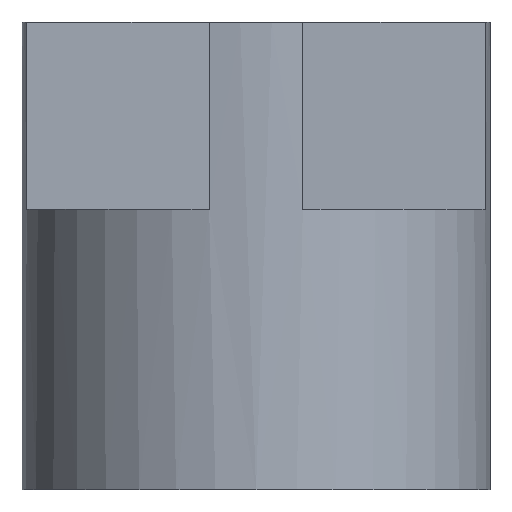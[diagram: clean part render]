
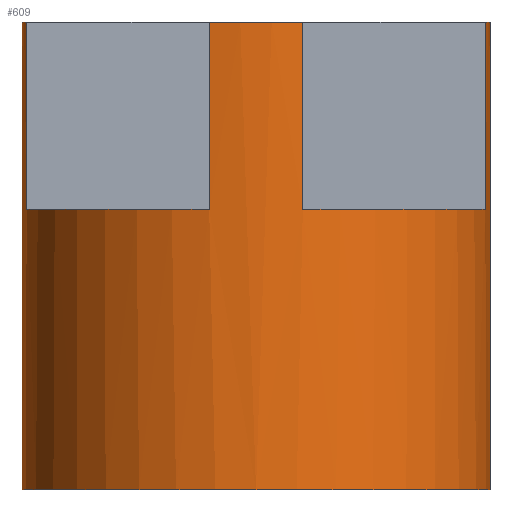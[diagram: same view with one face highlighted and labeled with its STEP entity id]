
A CAD part, front view. The second image highlights one B-rep face of the part: STEP entity #609.
In plain terms, the highlighted cylindrical face has radius 6.35 mm (diameter 12.7 mm), a partial arc.
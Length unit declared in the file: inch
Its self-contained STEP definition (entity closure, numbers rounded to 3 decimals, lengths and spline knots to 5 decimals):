
#7 = EDGE_CURVE ( 'NONE', #76, #451, #621, .T. ) ;
#8 = DIRECTION ( 'NONE',  ( 0., 0., 1. ) ) ;
#11 = ORIENTED_EDGE ( 'NONE', *, *, #7, .F. ) ;
#14 = EDGE_CURVE ( 'NONE', #253, #354, #280, .T. ) ;
#18 = CARTESIAN_POINT ( 'NONE',  ( 0.25, 0., 0. ) ) ;
#21 = EDGE_CURVE ( 'NONE', #160, #354, #281, .T. ) ;
#22 = CARTESIAN_POINT ( 'NONE',  ( 0., 0., 0.3 ) ) ;
#33 = DIRECTION ( 'NONE',  ( 0., 0., -1. ) ) ;
#44 = EDGE_CURVE ( 'NONE', #451, #115, #469, .T. ) ;
#45 = CARTESIAN_POINT ( 'NONE',  ( -0.24495, -0.05, 0.3 ) ) ;
#46 = VERTEX_POINT ( 'NONE', #178 ) ;
#47 = DIRECTION ( 'NONE',  ( 1., 0., 0. ) ) ;
#67 = EDGE_CURVE ( 'NONE', #46, #506, #416, .T. ) ;
#68 = ORIENTED_EDGE ( 'NONE', *, *, #272, .F. ) ;
#69 = AXIS2_PLACEMENT_3D ( 'NONE', #385, #8, #47 ) ;
#75 = ORIENTED_EDGE ( 'NONE', *, *, #21, .T. ) ;
#76 = VERTEX_POINT ( 'NONE', #134 ) ;
#82 = AXIS2_PLACEMENT_3D ( 'NONE', #254, #217, #108 ) ;
#93 = CARTESIAN_POINT ( 'NONE',  ( 0., 0., 0.3 ) ) ;
#108 = DIRECTION ( 'NONE',  ( 1., 0., 0. ) ) ;
#109 = ORIENTED_EDGE ( 'NONE', *, *, #309, .T. ) ;
#110 = AXIS2_PLACEMENT_3D ( 'NONE', #22, #457, #461 ) ;
#115 = VERTEX_POINT ( 'NONE', #45 ) ;
#119 = VECTOR ( 'NONE', #159, 39.37008 ) ;
#131 = CARTESIAN_POINT ( 'NONE',  ( 0.05, -0.24495, 0.5 ) ) ;
#133 = CARTESIAN_POINT ( 'NONE',  ( -0.24495, -0.05, 0.5 ) ) ;
#134 = CARTESIAN_POINT ( 'NONE',  ( -0.25, 0., 0.5 ) ) ;
#149 = CARTESIAN_POINT ( 'NONE',  ( -0.25, 0., 0. ) ) ;
#153 = LINE ( 'NONE', #437, #262 ) ;
#159 = DIRECTION ( 'NONE',  ( 0., 0., -1. ) ) ;
#160 = VERTEX_POINT ( 'NONE', #149 ) ;
#171 = CIRCLE ( 'NONE', #69, 0.25 ) ;
#178 = CARTESIAN_POINT ( 'NONE',  ( 0.05, -0.24495, 0.5 ) ) ;
#179 = ORIENTED_EDGE ( 'NONE', *, *, #214, .F. ) ;
#187 = DIRECTION ( 'NONE',  ( 1., 0., 0. ) ) ;
#190 = AXIS2_PLACEMENT_3D ( 'NONE', #93, #481, #239 ) ;
#196 = CIRCLE ( 'NONE', #82, 0.25 ) ;
#198 = CYLINDRICAL_SURFACE ( 'NONE', #190, 0.25 ) ;
#199 = CARTESIAN_POINT ( 'NONE',  ( 0., 0., 0.5 ) ) ;
#204 = CARTESIAN_POINT ( 'NONE',  ( 0.25, 0., 0.5 ) ) ;
#206 = VECTOR ( 'NONE', #321, 39.37008 ) ;
#214 = EDGE_CURVE ( 'NONE', #508, #253, #418, .T. ) ;
#217 = DIRECTION ( 'NONE',  ( 0., 0., 1. ) ) ;
#226 = CIRCLE ( 'NONE', #110, 0.25 ) ;
#228 = DIRECTION ( 'NONE',  ( 0., 0., 1. ) ) ;
#234 = VERTEX_POINT ( 'NONE', #296 ) ;
#235 = CARTESIAN_POINT ( 'NONE',  ( 0.05, -0.24495, 0.3 ) ) ;
#238 = ORIENTED_EDGE ( 'NONE', *, *, #67, .F. ) ;
#239 = DIRECTION ( 'NONE',  ( -1., 0., 0. ) ) ;
#245 = ORIENTED_EDGE ( 'NONE', *, *, #431, .T. ) ;
#248 = AXIS2_PLACEMENT_3D ( 'NONE', #525, #477, #566 ) ;
#250 = EDGE_CURVE ( 'NONE', #115, #261, #171, .T. ) ;
#253 = VERTEX_POINT ( 'NONE', #204 ) ;
#254 = CARTESIAN_POINT ( 'NONE',  ( 0., 0., 0.5 ) ) ;
#256 = EDGE_CURVE ( 'NONE', #508, #529, #153, .T. ) ;
#261 = VERTEX_POINT ( 'NONE', #356 ) ;
#262 = VECTOR ( 'NONE', #489, 39.37008 ) ;
#271 = CARTESIAN_POINT ( 'NONE',  ( 0.24495, -0.05, 0.5 ) ) ;
#272 = EDGE_CURVE ( 'NONE', #506, #529, #226, .T. ) ;
#280 = LINE ( 'NONE', #374, #407 ) ;
#281 = CIRCLE ( 'NONE', #248, 0.25 ) ;
#289 = DIRECTION ( 'NONE',  ( 0., 0., 1. ) ) ;
#296 = CARTESIAN_POINT ( 'NONE',  ( -0.05, -0.24495, 0.5 ) ) ;
#302 = CARTESIAN_POINT ( 'NONE',  ( 0., 0., 0.5 ) ) ;
#305 = ORIENTED_EDGE ( 'NONE', *, *, #14, .F. ) ;
#308 = ORIENTED_EDGE ( 'NONE', *, *, #256, .T. ) ;
#309 = EDGE_CURVE ( 'NONE', #76, #160, #593, .T. ) ;
#316 = CARTESIAN_POINT ( 'NONE',  ( 0.24495, -0.05, 0.3 ) ) ;
#321 = DIRECTION ( 'NONE',  ( 0., 0., -1. ) ) ;
#325 = DIRECTION ( 'NONE',  ( 0., 0., -1. ) ) ;
#339 = EDGE_LOOP ( 'NONE', ( #305, #179, #308, #68, #238, #433, #245, #466, #400, #11, #109, #75 ) ) ;
#344 = DIRECTION ( 'NONE',  ( 1., 0., 0. ) ) ;
#354 = VERTEX_POINT ( 'NONE', #18 ) ;
#356 = CARTESIAN_POINT ( 'NONE',  ( -0.05, -0.24495, 0.3 ) ) ;
#362 = CARTESIAN_POINT ( 'NONE',  ( -0.25, 0., 0.3 ) ) ;
#372 = EDGE_CURVE ( 'NONE', #234, #46, #196, .T. ) ;
#374 = CARTESIAN_POINT ( 'NONE',  ( 0.25, 0., 0.3 ) ) ;
#376 = AXIS2_PLACEMENT_3D ( 'NONE', #302, #228, #187 ) ;
#385 = CARTESIAN_POINT ( 'NONE',  ( 0., 0., 0.3 ) ) ;
#400 = ORIENTED_EDGE ( 'NONE', *, *, #44, .F. ) ;
#407 = VECTOR ( 'NONE', #518, 39.37008 ) ;
#416 = LINE ( 'NONE', #131, #206 ) ;
#418 = CIRCLE ( 'NONE', #450, 0.25 ) ;
#427 = CARTESIAN_POINT ( 'NONE',  ( -0.24495, -0.05, 0.5 ) ) ;
#431 = EDGE_CURVE ( 'NONE', #234, #261, #524, .T. ) ;
#433 = ORIENTED_EDGE ( 'NONE', *, *, #372, .F. ) ;
#437 = CARTESIAN_POINT ( 'NONE',  ( 0.24495, -0.05, 0.5 ) ) ;
#440 = VECTOR ( 'NONE', #325, 39.37008 ) ;
#450 = AXIS2_PLACEMENT_3D ( 'NONE', #199, #289, #344 ) ;
#451 = VERTEX_POINT ( 'NONE', #133 ) ;
#457 = DIRECTION ( 'NONE',  ( 0., 0., 1. ) ) ;
#461 = DIRECTION ( 'NONE',  ( 1., 0., 0. ) ) ;
#466 = ORIENTED_EDGE ( 'NONE', *, *, #250, .F. ) ;
#469 = LINE ( 'NONE', #427, #590 ) ;
#477 = DIRECTION ( 'NONE',  ( 0., 0., 1. ) ) ;
#481 = DIRECTION ( 'NONE',  ( 0., 0., -1. ) ) ;
#489 = DIRECTION ( 'NONE',  ( 0., 0., -1. ) ) ;
#506 = VERTEX_POINT ( 'NONE', #235 ) ;
#508 = VERTEX_POINT ( 'NONE', #271 ) ;
#518 = DIRECTION ( 'NONE',  ( 0., 0., -1. ) ) ;
#524 = LINE ( 'NONE', #563, #440 ) ;
#525 = CARTESIAN_POINT ( 'NONE',  ( 0., 0., 0. ) ) ;
#529 = VERTEX_POINT ( 'NONE', #316 ) ;
#563 = CARTESIAN_POINT ( 'NONE',  ( -0.05, -0.24495, 0.5 ) ) ;
#566 = DIRECTION ( 'NONE',  ( 1., 0., 0. ) ) ;
#590 = VECTOR ( 'NONE', #33, 39.37008 ) ;
#593 = LINE ( 'NONE', #362, #119 ) ;
#609 = ADVANCED_FACE ( 'NONE', ( #632 ), #198, .T. ) ;
#621 = CIRCLE ( 'NONE', #376, 0.25 ) ;
#632 = FACE_OUTER_BOUND ( 'NONE', #339, .T. ) ;
